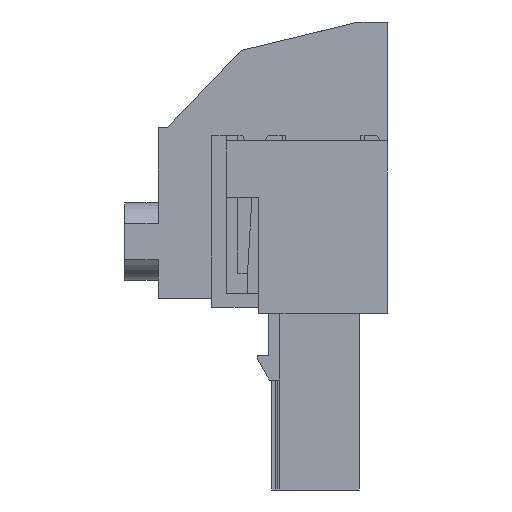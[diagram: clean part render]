
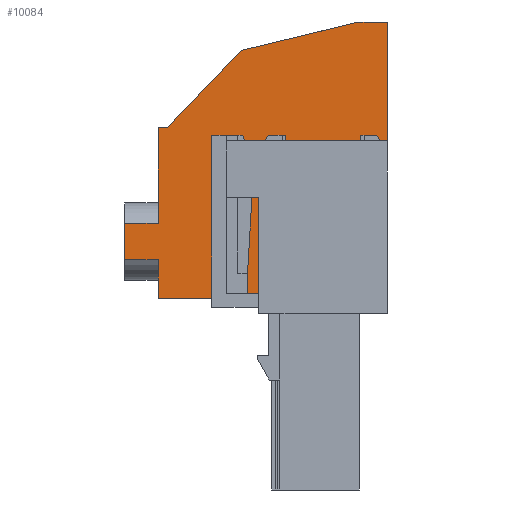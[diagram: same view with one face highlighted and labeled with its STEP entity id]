
A CAD part, left-side view. The second image highlights one B-rep face of the part: STEP entity #10084.
In plain terms, the highlighted planar face has unit normal (-1, 0, 0).
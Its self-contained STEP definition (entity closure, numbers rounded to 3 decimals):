
#10056=AXIS2_PLACEMENT_3D('Plane Axis2P3D',#10053,#10054,#10055) ;
#126=CARTESIAN_POINT('Vertex',(7.62,2.5,41.15)) ;
#129=CARTESIAN_POINT('Line Origine',(7.62,1.25,41.15)) ;
#133=CARTESIAN_POINT('Vertex',(7.62,0.,41.15)) ;
#340=CARTESIAN_POINT('Line Origine',(7.62,0.,35.925)) ;
#344=CARTESIAN_POINT('Vertex',(7.62,0.,30.7)) ;
#3390=CARTESIAN_POINT('Vertex',(7.62,11.36,30.7)) ;
#3393=CARTESIAN_POINT('Line Origine',(7.62,11.33,23.775)) ;
#3397=CARTESIAN_POINT('Vertex',(7.62,11.3,16.85)) ;
#3533=CARTESIAN_POINT('Line Origine',(7.62,15.725,16.85)) ;
#3537=CARTESIAN_POINT('Vertex',(7.62,20.15,16.85)) ;
#3775=CARTESIAN_POINT('Line Origine',(7.62,20.15,18.55)) ;
#3779=CARTESIAN_POINT('Vertex',(7.62,20.15,20.25)) ;
#3814=CARTESIAN_POINT('Vertex',(7.62,20.15,23.45)) ;
#3817=CARTESIAN_POINT('Line Origine',(7.62,20.15,27.65)) ;
#3821=CARTESIAN_POINT('Vertex',(7.62,20.15,31.85)) ;
#4379=CARTESIAN_POINT('Line Origine',(7.62,19.75,31.85)) ;
#4383=CARTESIAN_POINT('Vertex',(7.62,19.35,31.85)) ;
#4411=CARTESIAN_POINT('Line Origine',(7.62,16.099,35.25)) ;
#4415=CARTESIAN_POINT('Vertex',(7.62,12.849,38.65)) ;
#5200=CARTESIAN_POINT('Vertex',(7.62,13.16,30.7)) ;
#5203=CARTESIAN_POINT('Line Origine',(7.62,13.66,30.7)) ;
#5207=CARTESIAN_POINT('Vertex',(7.62,14.16,30.7)) ;
#5234=CARTESIAN_POINT('Vertex',(7.62,13.16,25.7)) ;
#5239=CARTESIAN_POINT('Line Origine',(7.62,13.16,28.2)) ;
#7509=CARTESIAN_POINT('Line Origine',(7.62,14.16,28.2)) ;
#7513=CARTESIAN_POINT('Vertex',(7.62,14.16,25.7)) ;
#7529=CARTESIAN_POINT('Line Origine',(7.62,13.66,25.7)) ;
#7567=CARTESIAN_POINT('Vertex',(7.62,23.1,20.25)) ;
#7570=CARTESIAN_POINT('Line Origine',(7.62,23.1,21.85)) ;
#7574=CARTESIAN_POINT('Vertex',(7.62,23.1,23.45)) ;
#8081=CARTESIAN_POINT('Line Origine',(7.62,21.625,23.45)) ;
#8158=CARTESIAN_POINT('Line Origine',(7.62,21.625,20.25)) ;
#9881=CARTESIAN_POINT('Line Origine',(7.62,5.68,30.7)) ;
#10053=CARTESIAN_POINT('Axis2P3D Location',(7.62,20.15,20.25)) ;
#10058=CARTESIAN_POINT('Line Origine',(7.62,7.674,39.9)) ;
#130=DIRECTION('Vector Direction',(0.,1.,0.)) ;
#341=DIRECTION('Vector Direction',(0.,0.,1.)) ;
#3394=DIRECTION('Vector Direction',(0.,0.004,1.)) ;
#3534=DIRECTION('Vector Direction',(0.,-1.,0.)) ;
#3776=DIRECTION('Vector Direction',(0.,0.,1.)) ;
#3818=DIRECTION('Vector Direction',(0.,0.,1.)) ;
#4380=DIRECTION('Vector Direction',(0.,-1.,0.)) ;
#4412=DIRECTION('Vector Direction',(0.,-0.691,0.723)) ;
#5204=DIRECTION('Vector Direction',(0.,-1.,0.)) ;
#5240=DIRECTION('Vector Direction',(0.,0.,1.)) ;
#7510=DIRECTION('Vector Direction',(0.,0.,1.)) ;
#7530=DIRECTION('Vector Direction',(0.,-1.,0.)) ;
#7571=DIRECTION('Vector Direction',(0.,0.,1.)) ;
#8082=DIRECTION('Vector Direction',(0.,1.,0.)) ;
#8159=DIRECTION('Vector Direction',(0.,1.,0.)) ;
#9882=DIRECTION('Vector Direction',(0.,1.,0.)) ;
#10054=DIRECTION('Axis2P3D Direction',(-1.,0.,0.)) ;
#10055=DIRECTION('Axis2P3D XDirection',(0.,0.,1.)) ;
#10059=DIRECTION('Vector Direction',(0.,0.972,-0.235)) ;
#131=VECTOR('Line Direction',#130,1.) ;
#342=VECTOR('Line Direction',#341,1.) ;
#3395=VECTOR('Line Direction',#3394,1.) ;
#3535=VECTOR('Line Direction',#3534,1.) ;
#3777=VECTOR('Line Direction',#3776,1.) ;
#3819=VECTOR('Line Direction',#3818,1.) ;
#4381=VECTOR('Line Direction',#4380,1.) ;
#4413=VECTOR('Line Direction',#4412,1.) ;
#5205=VECTOR('Line Direction',#5204,1.) ;
#5241=VECTOR('Line Direction',#5240,1.) ;
#7511=VECTOR('Line Direction',#7510,1.) ;
#7531=VECTOR('Line Direction',#7530,1.) ;
#7572=VECTOR('Line Direction',#7571,1.) ;
#8083=VECTOR('Line Direction',#8082,1.) ;
#8160=VECTOR('Line Direction',#8159,1.) ;
#9883=VECTOR('Line Direction',#9882,1.) ;
#10060=VECTOR('Line Direction',#10059,1.) ;
#10064=ORIENTED_EDGE('',*,*,#8162,.F.) ;
#10065=ORIENTED_EDGE('',*,*,#3781,.T.) ;
#10066=ORIENTED_EDGE('',*,*,#3539,.T.) ;
#10067=ORIENTED_EDGE('',*,*,#3399,.T.) ;
#10068=ORIENTED_EDGE('',*,*,#9885,.T.) ;
#10069=ORIENTED_EDGE('',*,*,#346,.T.) ;
#10070=ORIENTED_EDGE('',*,*,#135,.T.) ;
#10071=ORIENTED_EDGE('',*,*,#10062,.T.) ;
#10072=ORIENTED_EDGE('',*,*,#4417,.F.) ;
#10073=ORIENTED_EDGE('',*,*,#4385,.F.) ;
#10074=ORIENTED_EDGE('',*,*,#3823,.T.) ;
#10075=ORIENTED_EDGE('',*,*,#8085,.T.) ;
#10076=ORIENTED_EDGE('',*,*,#7576,.F.) ;
#10079=ORIENTED_EDGE('',*,*,#5209,.T.) ;
#10080=ORIENTED_EDGE('',*,*,#5243,.T.) ;
#10081=ORIENTED_EDGE('',*,*,#7533,.F.) ;
#10082=ORIENTED_EDGE('',*,*,#7515,.F.) ;
#10083=FACE_BOUND('',#10078,.T.) ;
#10084=ADVANCED_FACE('HOUSING',(#10077,#10083),#10057,.T.) ;
#135=EDGE_CURVE('',#134,#127,#132,.T.) ;
#346=EDGE_CURVE('',#345,#134,#343,.T.) ;
#3399=EDGE_CURVE('',#3398,#3391,#3396,.T.) ;
#3539=EDGE_CURVE('',#3538,#3398,#3536,.T.) ;
#3781=EDGE_CURVE('',#3780,#3538,#3778,.F.) ;
#3823=EDGE_CURVE('',#3822,#3815,#3820,.F.) ;
#4385=EDGE_CURVE('',#3822,#4384,#4382,.T.) ;
#4417=EDGE_CURVE('',#4384,#4416,#4414,.T.) ;
#5209=EDGE_CURVE('',#5208,#5201,#5206,.T.) ;
#5243=EDGE_CURVE('',#5201,#5235,#5242,.F.) ;
#7515=EDGE_CURVE('',#5208,#7514,#7512,.F.) ;
#7533=EDGE_CURVE('',#7514,#5235,#7532,.T.) ;
#7576=EDGE_CURVE('',#7568,#7575,#7573,.T.) ;
#8085=EDGE_CURVE('',#3815,#7575,#8084,.T.) ;
#8162=EDGE_CURVE('',#3780,#7568,#8161,.T.) ;
#9885=EDGE_CURVE('',#3391,#345,#9884,.F.) ;
#10062=EDGE_CURVE('',#127,#4416,#10061,.T.) ;
#10063=EDGE_LOOP('',(#10064,#10065,#10066,#10067,#10068,#10069,#10070,#10071,#10072,#10073,#10074,#10075,#10076)) ;
#10078=EDGE_LOOP('',(#10079,#10080,#10081,#10082)) ;
#10077=FACE_OUTER_BOUND('',#10063,.T.) ;
#132=LINE('Line',#129,#131) ;
#343=LINE('Line',#340,#342) ;
#3396=LINE('Line',#3393,#3395) ;
#3536=LINE('Line',#3533,#3535) ;
#3778=LINE('Line',#3775,#3777) ;
#3820=LINE('Line',#3817,#3819) ;
#4382=LINE('Line',#4379,#4381) ;
#4414=LINE('Line',#4411,#4413) ;
#5206=LINE('Line',#5203,#5205) ;
#5242=LINE('Line',#5239,#5241) ;
#7512=LINE('Line',#7509,#7511) ;
#7532=LINE('Line',#7529,#7531) ;
#7573=LINE('Line',#7570,#7572) ;
#8084=LINE('Line',#8081,#8083) ;
#8161=LINE('Line',#8158,#8160) ;
#9884=LINE('Line',#9881,#9883) ;
#10061=LINE('Line',#10058,#10060) ;
#10057=PLANE('',#10056) ;
#127=VERTEX_POINT('',#126) ;
#134=VERTEX_POINT('',#133) ;
#345=VERTEX_POINT('',#344) ;
#3391=VERTEX_POINT('',#3390) ;
#3398=VERTEX_POINT('',#3397) ;
#3538=VERTEX_POINT('',#3537) ;
#3780=VERTEX_POINT('',#3779) ;
#3815=VERTEX_POINT('',#3814) ;
#3822=VERTEX_POINT('',#3821) ;
#4384=VERTEX_POINT('',#4383) ;
#4416=VERTEX_POINT('',#4415) ;
#5201=VERTEX_POINT('',#5200) ;
#5208=VERTEX_POINT('',#5207) ;
#5235=VERTEX_POINT('',#5234) ;
#7514=VERTEX_POINT('',#7513) ;
#7568=VERTEX_POINT('',#7567) ;
#7575=VERTEX_POINT('',#7574) ;
